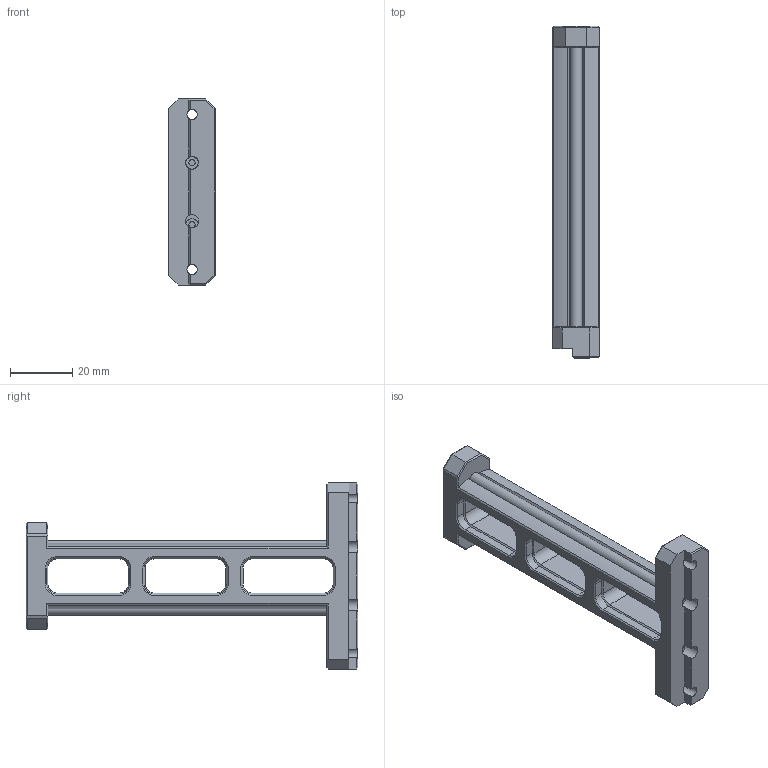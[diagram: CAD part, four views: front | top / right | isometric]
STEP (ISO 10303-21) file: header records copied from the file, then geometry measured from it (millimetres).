
FILE_DESCRIPTION(/* description */ (''),/* implementation_level */ '2;1');
FILE_NAME(/* name */ 'V0.2_Extended_Spool_Holder_v1.step',/* time_stamp */ '2023-03-07T13:14:22+01:00',/* author */ (''),/* organization */ (''),/* preprocessor_version */ 'ST-DEVELOPER v19.2',/* originating_system */ 'Autodesk Translation Framework v11.17.0.187',/* authorisation */ '');
FILE_SCHEMA (('AUTOMOTIVE_DESIGN { 1 0 10303 214 3 1 1 }'));
Length unit declared in the file: millimetre
Products named in the file (6): Extended Spool Holder; 1515 Spool Holder; Printed Parts (22); Spool Holder; Hardware (3); PTFE Tube Insert
Assembly tree (6 placements, depth 4):
  Extended Spool Holder
    1515 Spool Holder
      Printed Parts (22)
        Spool Holder
      Hardware (3)
        PTFE Tube Insert  x2
Bounding box: 15 x 107 x 60 mm (x, y, z)
Volume: 23901 mm3; surface area: 16467.8 mm2
Topology: 3 solids, 3 shells, 270 faces, 628 edges, 362 vertices
Faces by surface type: plane 170, cylinder 50, cone 28, bspline 22
Full cylindrical faces by diameter (mm): 2 x2, 3.3 x2, 4 x2, 4.2 x2, 6.6 x1, 6.66 x1
Entity records: 9136 total; most frequent: CARTESIAN_POINT 3186, ORIENTED_EDGE 1244, DIRECTION 1104, EDGE_CURVE 622, LINE 426, VECTOR 426, VERTEX_POINT 358, AXIS2_PLACEMENT_3D 339
